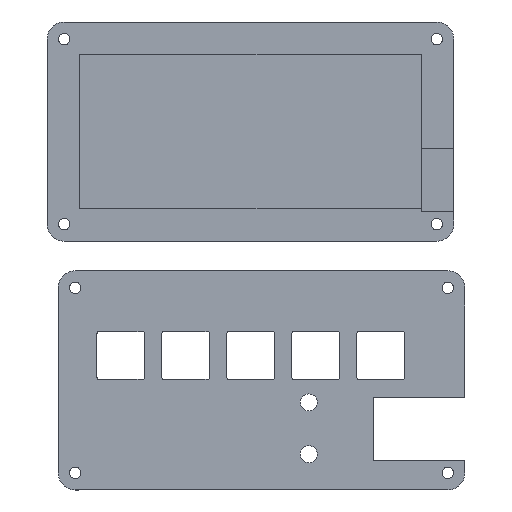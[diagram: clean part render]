
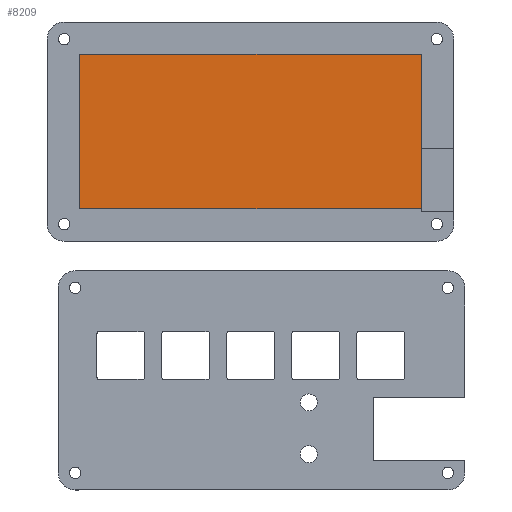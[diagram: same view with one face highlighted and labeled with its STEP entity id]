
A CAD part, top view. The second image highlights one B-rep face of the part: STEP entity #8209.
In plain terms, the highlighted planar face has unit normal (0, 0, 1).
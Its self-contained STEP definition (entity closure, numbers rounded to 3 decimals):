
#916=PLANE('',#8506);
#1340=FACE_OUTER_BOUND('',#1819,.T.);
#1819=EDGE_LOOP('',(#7686,#7687,#7688,#7689));
#2502=LINE('',#16107,#3179);
#2503=LINE('',#16109,#3180);
#2504=LINE('',#16111,#3181);
#2505=LINE('',#16112,#3182);
#3179=VECTOR('',#9727,10.);
#3180=VECTOR('',#9728,10.);
#3181=VECTOR('',#9729,10.);
#3182=VECTOR('',#9730,10.);
#4081=VERTEX_POINT('',#16105);
#4082=VERTEX_POINT('',#16106);
#4083=VERTEX_POINT('',#16108);
#4084=VERTEX_POINT('',#16110);
#5289=EDGE_CURVE('',#4081,#4082,#2502,.T.);
#5290=EDGE_CURVE('',#4083,#4081,#2503,.T.);
#5291=EDGE_CURVE('',#4084,#4083,#2504,.T.);
#5292=EDGE_CURVE('',#4082,#4084,#2505,.T.);
#7686=ORIENTED_EDGE('',*,*,#5289,.F.);
#7687=ORIENTED_EDGE('',*,*,#5290,.F.);
#7688=ORIENTED_EDGE('',*,*,#5291,.F.);
#7689=ORIENTED_EDGE('',*,*,#5292,.F.);
#8209=ADVANCED_FACE('',(#1340),#916,.T.);
#8506=AXIS2_PLACEMENT_3D('',#16104,#9725,#9726);
#9725=DIRECTION('center_axis',(0.,0.,1.));
#9726=DIRECTION('ref_axis',(1.,0.,0.));
#9727=DIRECTION('',(-1.,0.,0.));
#9728=DIRECTION('',(0.,-1.,0.));
#9729=DIRECTION('',(1.,0.,0.));
#9730=DIRECTION('',(0.,1.,0.));
#16104=CARTESIAN_POINT('Origin',(33.025,20.315,3.));
#16105=CARTESIAN_POINT('',(83.15,-2.31,3.));
#16106=CARTESIAN_POINT('',(-17.1,-2.31,3.));
#16107=CARTESIAN_POINT('',(58.088,-2.31,3.));
#16108=CARTESIAN_POINT('',(83.15,42.94,3.));
#16109=CARTESIAN_POINT('',(83.15,31.628,3.));
#16110=CARTESIAN_POINT('',(-17.1,42.94,3.));
#16111=CARTESIAN_POINT('',(7.963,42.94,3.));
#16112=CARTESIAN_POINT('',(-17.1,9.003,3.));
